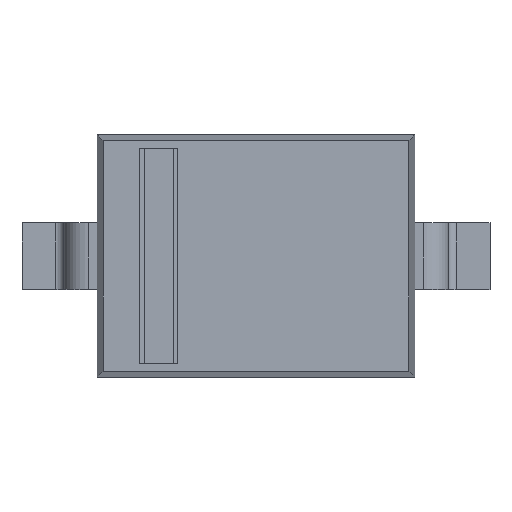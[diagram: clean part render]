
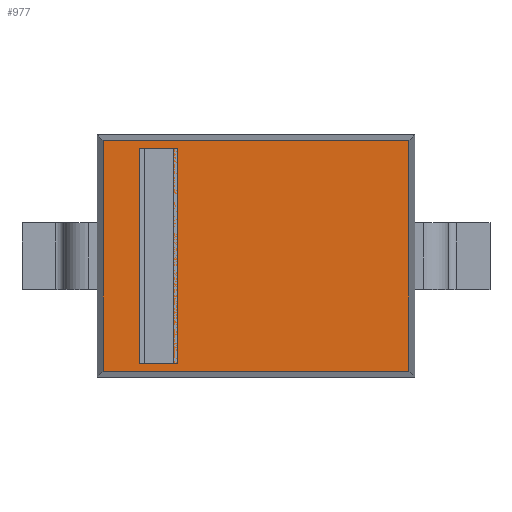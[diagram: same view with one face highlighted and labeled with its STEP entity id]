
A CAD part, top view. The second image highlights one B-rep face of the part: STEP entity #977.
In plain terms, the highlighted planar face has unit normal (0, 0, 1).
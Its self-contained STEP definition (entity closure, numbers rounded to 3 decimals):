
#15=FACE_BOUND($,#155,.T.);
#97=FACE_OUTER_BOUND($,#154,.T.);
#154=EDGE_LOOP($,(#843,#844,#845,#846));
#155=EDGE_LOOP($,(#847,#848,#849,#850));
#245=LINE($,#1543,#361);
#248=LINE($,#1549,#364);
#251=LINE($,#1555,#367);
#254=LINE($,#1559,#370);
#255=LINE($,#1564,#371);
#259=LINE($,#1573,#375);
#263=LINE($,#1580,#379);
#265=LINE($,#1583,#381);
#361=VECTOR($,#1269,0.2);
#364=VECTOR($,#1274,1.29);
#367=VECTOR($,#1279,0.2);
#370=VECTOR($,#1284,1.29);
#371=VECTOR($,#1289,1.38);
#375=VECTOR($,#1295,1.38);
#379=VECTOR($,#1301,1.83);
#381=VECTOR($,#1305,1.83);
#461=VERTEX_POINT($,#1540);
#462=VERTEX_POINT($,#1542);
#464=VERTEX_POINT($,#1548);
#466=VERTEX_POINT($,#1554);
#467=VERTEX_POINT($,#1562);
#468=VERTEX_POINT($,#1563);
#471=VERTEX_POINT($,#1571);
#472=VERTEX_POINT($,#1572);
#581=EDGE_CURVE($,#462,#461,#245,.T.);
#584=EDGE_CURVE($,#464,#462,#248,.T.);
#587=EDGE_CURVE($,#466,#464,#251,.T.);
#590=EDGE_CURVE($,#461,#466,#254,.T.);
#591=EDGE_CURVE($,#467,#468,#255,.F.);
#595=EDGE_CURVE($,#471,#472,#259,.F.);
#599=EDGE_CURVE($,#472,#467,#263,.F.);
#601=EDGE_CURVE($,#468,#471,#265,.F.);
#843=ORIENTED_EDGE($,*,*,#595,.F.);
#844=ORIENTED_EDGE($,*,*,#601,.F.);
#845=ORIENTED_EDGE($,*,*,#591,.F.);
#846=ORIENTED_EDGE($,*,*,#599,.F.);
#847=ORIENTED_EDGE($,*,*,#581,.T.);
#848=ORIENTED_EDGE($,*,*,#590,.T.);
#849=ORIENTED_EDGE($,*,*,#587,.T.);
#850=ORIENTED_EDGE($,*,*,#584,.T.);
#920=PLANE($,#1063);
#977=ADVANCED_FACE($,(#97,#15),#920,.F.);
#1063=AXIS2_PLACEMENT_3D($,#1585,#1307,#1308);
#1269=DIRECTION($,(1.,0.,0.));
#1274=DIRECTION($,(0.,1.,0.));
#1279=DIRECTION($,(-1.,0.,0.));
#1284=DIRECTION($,(0.,-1.,0.));
#1289=DIRECTION($,(0.,1.,0.));
#1295=DIRECTION($,(0.,-1.,0.));
#1301=DIRECTION($,(-1.,0.,0.));
#1305=DIRECTION($,(1.,0.,0.));
#1307=DIRECTION('center_axis',(0.,0.,-1.));
#1308=DIRECTION('ref_axis',(1.,0.,0.));
#1540=CARTESIAN_POINT('',(-0.495,0.645,1.15));
#1542=CARTESIAN_POINT('',(-0.695,0.645,1.15));
#1543=CARTESIAN_POINT($,(-0.248,0.645,1.15));
#1548=CARTESIAN_POINT('',(-0.695,-0.645,1.15));
#1549=CARTESIAN_POINT($,(-0.695,0.323,1.15));
#1554=CARTESIAN_POINT('',(-0.495,-0.645,1.15));
#1555=CARTESIAN_POINT($,(-0.348,-0.645,1.15));
#1559=CARTESIAN_POINT($,(-0.495,-0.323,1.15));
#1562=CARTESIAN_POINT('',(0.915,0.69,1.15));
#1563=CARTESIAN_POINT('',(0.915,-0.69,1.15));
#1564=CARTESIAN_POINT($,(0.915,0.,1.15));
#1571=CARTESIAN_POINT('',(-0.915,-0.69,1.15));
#1572=CARTESIAN_POINT('',(-0.915,0.69,1.15));
#1573=CARTESIAN_POINT($,(-0.915,0.,1.15));
#1580=CARTESIAN_POINT($,(0.,0.69,1.15));
#1583=CARTESIAN_POINT($,(0.,-0.69,1.15));
#1585=CARTESIAN_POINT('Origin',(0.,0.,1.15));
